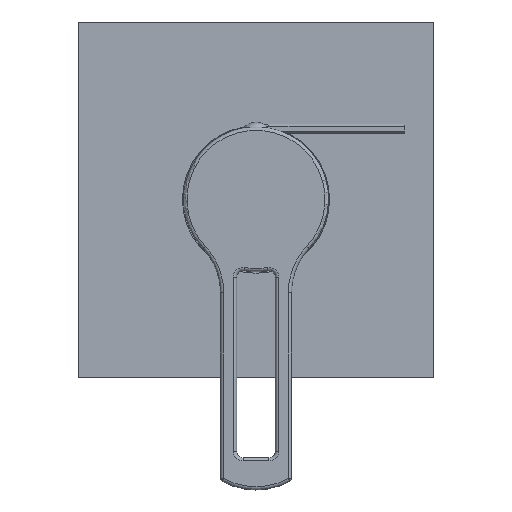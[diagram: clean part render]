
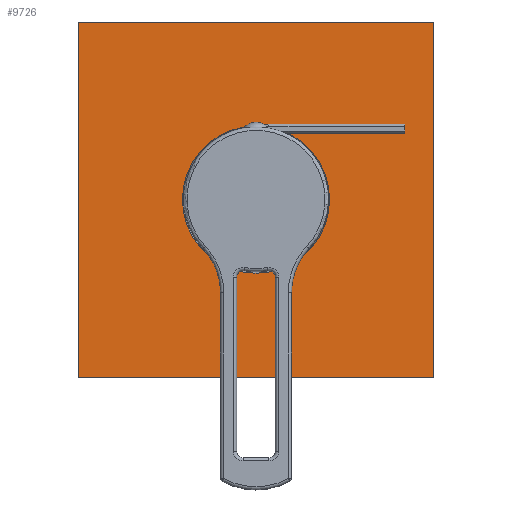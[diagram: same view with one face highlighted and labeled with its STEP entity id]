
A CAD part, top view. The second image highlights one B-rep face of the part: STEP entity #9726.
In plain terms, the highlighted face is planar.
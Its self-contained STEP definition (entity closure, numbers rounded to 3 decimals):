
#9379=CARTESIAN_POINT('',(0.,2.,0.));
#9380=DIRECTION('',(0.,-1.,0.));
#9381=DIRECTION('',(1.,0.,0.));
#9382=AXIS2_PLACEMENT_3D('',#9379,#9380,#9381);
#9387=CARTESIAN_POINT('',(0.,2.,0.));
#9388=DIRECTION('',(0.,-1.,0.));
#9389=DIRECTION('',(-1.,0.,0.));
#9390=AXIS2_PLACEMENT_3D('',#9387,#9388,#9389);
#9395=DIRECTION('',(0.,0.,1.));
#9396=VECTOR('',#9395,110.);
#9397=CARTESIAN_POINT('',(-55.,2.,-55.));
#9398=LINE('',#9397,#9396);
#9402=DIRECTION('',(-1.,0.,0.));
#9403=VECTOR('',#9402,110.);
#9404=CARTESIAN_POINT('',(55.,2.,-55.));
#9405=LINE('',#9404,#9403);
#9409=DIRECTION('',(0.,0.,-1.));
#9410=VECTOR('',#9409,110.);
#9411=CARTESIAN_POINT('',(55.,2.,55.));
#9412=LINE('',#9411,#9410);
#9416=DIRECTION('',(1.,0.,0.));
#9417=VECTOR('',#9416,110.);
#9418=CARTESIAN_POINT('',(-55.,2.,55.));
#9419=LINE('',#9418,#9417);
#9599=CARTESIAN_POINT('',(22.8,2.,0.));
#9600=CARTESIAN_POINT('',(-22.8,2.,0.));
#9601=VERTEX_POINT('',#9599);
#9602=VERTEX_POINT('',#9600);
#9603=CARTESIAN_POINT('',(-55.,2.,-55.));
#9604=CARTESIAN_POINT('',(-55.,2.,55.));
#9605=VERTEX_POINT('',#9603);
#9606=VERTEX_POINT('',#9604);
#9607=CARTESIAN_POINT('',(55.,2.,55.));
#9608=VERTEX_POINT('',#9607);
#9609=CARTESIAN_POINT('',(55.,2.,-55.));
#9610=VERTEX_POINT('',#9609);
#9707=CARTESIAN_POINT('',(0.,2.,0.));
#9708=DIRECTION('',(0.,1.,0.));
#9709=DIRECTION('',(1.,0.,0.));
#9710=AXIS2_PLACEMENT_3D('',#9707,#9708,#9709);
#9711=PLANE('',#9710);
#9713=ORIENTED_EDGE('',*,*,#9712,.F.);
#9715=ORIENTED_EDGE('',*,*,#9714,.F.);
#9717=ORIENTED_EDGE('',*,*,#9716,.F.);
#9719=ORIENTED_EDGE('',*,*,#9718,.F.);
#9720=EDGE_LOOP('',(#9713,#9715,#9717,#9719));
#9721=FACE_OUTER_BOUND('',#9720,.F.);
#9722=ORIENTED_EDGE('',*,*,#9687,.F.);
#9723=ORIENTED_EDGE('',*,*,#9701,.F.);
#9724=EDGE_LOOP('',(#9722,#9723));
#9725=FACE_BOUND('',#9724,.F.);
#9726=ADVANCED_FACE('',(#9721,#9725),#9711,.T.);
#9383=CIRCLE('',#9382,22.8);
#9391=CIRCLE('',#9390,22.8);
#9687=EDGE_CURVE('',#9601,#9602,#9383,.T.);
#9701=EDGE_CURVE('',#9602,#9601,#9391,.T.);
#9712=EDGE_CURVE('',#9605,#9606,#9398,.T.);
#9714=EDGE_CURVE('',#9610,#9605,#9405,.T.);
#9716=EDGE_CURVE('',#9608,#9610,#9412,.T.);
#9718=EDGE_CURVE('',#9606,#9608,#9419,.T.);
